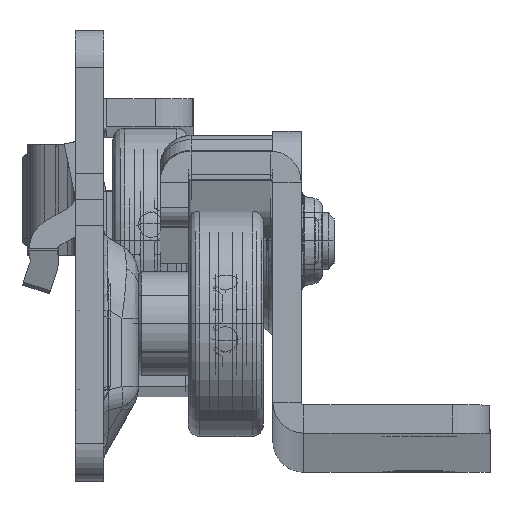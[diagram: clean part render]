
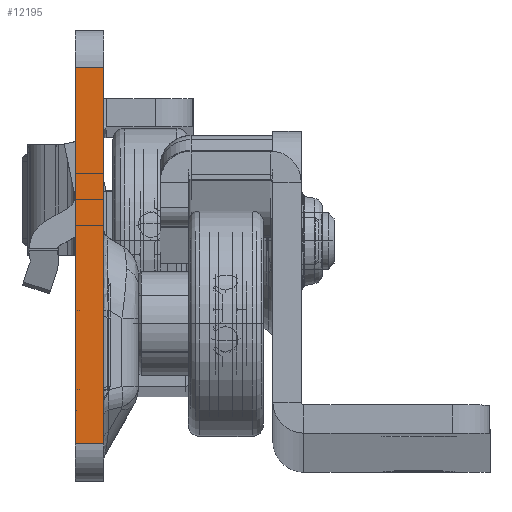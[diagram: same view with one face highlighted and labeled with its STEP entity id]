
A CAD part, top view. The second image highlights one B-rep face of the part: STEP entity #12195.
In plain terms, the highlighted planar face has unit normal (0, 0, 1).
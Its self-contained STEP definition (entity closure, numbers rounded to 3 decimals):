
#354 = EDGE_CURVE ( 'NONE', #5387, #17817, #25451, .T. ) ;
#592 = DIRECTION ( 'NONE',  ( 1., 0., 0. ) ) ;
#1540 = PLANE ( 'NONE',  #14194 ) ;
#2047 = CARTESIAN_POINT ( 'NONE',  ( -3., -29.094, 0. ) ) ;
#2637 = EDGE_CURVE ( 'NONE', #24819, #26560, #7398, .T. ) ;
#3803 = FACE_OUTER_BOUND ( 'NONE', #11530, .T. ) ;
#4649 = EDGE_CURVE ( 'NONE', #5387, #24819, #11415, .T. ) ;
#4873 = CARTESIAN_POINT ( 'NONE',  ( -122.719, -21.7, 0. ) ) ;
#5387 = VERTEX_POINT ( 'NONE', #27447 ) ;
#5615 = CARTESIAN_POINT ( 'NONE',  ( 0., -21.7, 0. ) ) ;
#5685 = DIRECTION ( 'NONE',  ( 0., -1., 0. ) ) ;
#6173 = DIRECTION ( 'NONE',  ( 0., -1., 0. ) ) ;
#7398 = LINE ( 'NONE', #27250, #9989 ) ;
#7934 = VECTOR ( 'NONE', #6173, 1000. ) ;
#8298 = ORIENTED_EDGE ( 'NONE', *, *, #4649, .F. ) ;
#9989 = VECTOR ( 'NONE', #5685, 1000. ) ;
#10372 = CARTESIAN_POINT ( 'NONE',  ( -3., -29.094, 0. ) ) ;
#11415 = LINE ( 'NONE', #20028, #11524 ) ;
#11524 = VECTOR ( 'NONE', #592, 1000. ) ;
#11530 = EDGE_LOOP ( 'NONE', ( #14276, #8298, #15015, #17603 ) ) ;
#12195 = ADVANCED_FACE ( 'NONE', ( #3803 ), #1540, .T. ) ;
#12883 = EDGE_CURVE ( 'NONE', #17817, #26560, #18069, .T. ) ;
#12931 = DIRECTION ( 'NONE',  ( 1., 0., 0. ) ) ;
#13560 = DIRECTION ( 'NONE',  ( 1., 0., 0. ) ) ;
#14194 = AXIS2_PLACEMENT_3D ( 'NONE', #10372, #23529, #12931 ) ;
#14276 = ORIENTED_EDGE ( 'NONE', *, *, #2637, .F. ) ;
#15015 = ORIENTED_EDGE ( 'NONE', *, *, #354, .T. ) ;
#16235 = CARTESIAN_POINT ( 'NONE',  ( 0., 18.3, 0. ) ) ;
#17603 = ORIENTED_EDGE ( 'NONE', *, *, #12883, .T. ) ;
#17817 = VERTEX_POINT ( 'NONE', #24311 ) ;
#18069 = LINE ( 'NONE', #4873, #18706 ) ;
#18706 = VECTOR ( 'NONE', #13560, 1000. ) ;
#20028 = CARTESIAN_POINT ( 'NONE',  ( -3., 18.3, 0. ) ) ;
#23529 = DIRECTION ( 'NONE',  ( 0., 0., 1. ) ) ;
#24311 = CARTESIAN_POINT ( 'NONE',  ( -3., -21.7, 0. ) ) ;
#24819 = VERTEX_POINT ( 'NONE', #16235 ) ;
#25451 = LINE ( 'NONE', #2047, #7934 ) ;
#26560 = VERTEX_POINT ( 'NONE', #5615 ) ;
#27250 = CARTESIAN_POINT ( 'NONE',  ( 0., -29.094, 0. ) ) ;
#27447 = CARTESIAN_POINT ( 'NONE',  ( -3., 18.3, 0. ) ) ;
